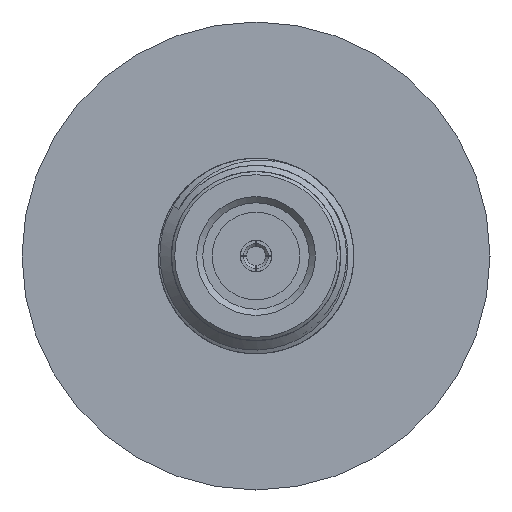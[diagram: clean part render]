
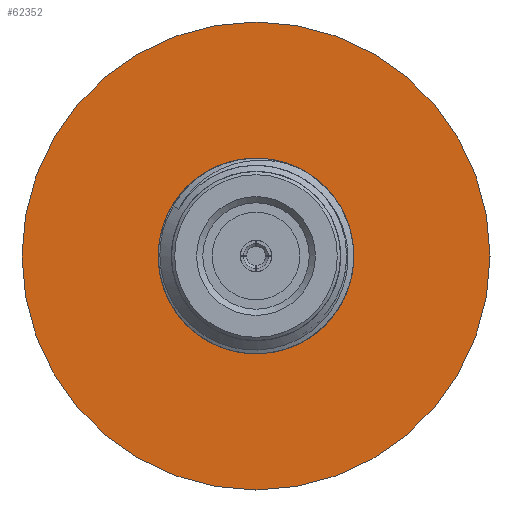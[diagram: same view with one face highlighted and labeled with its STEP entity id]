
A CAD part, left-side view. The second image highlights one B-rep face of the part: STEP entity #62352.
In plain terms, the highlighted planar face has unit normal (-1, 0, 0).
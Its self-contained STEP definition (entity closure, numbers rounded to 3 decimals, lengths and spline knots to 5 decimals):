
#534 = DIRECTION ( 'NONE',  ( -1., 0., 0. ) ) ;
#6270 = CARTESIAN_POINT ( 'NONE',  ( 0., 0., 0.748 ) ) ;
#7231 = VERTEX_POINT ( 'NONE', #6270 ) ;
#8664 = CARTESIAN_POINT ( 'NONE',  ( 0., 0., 0.3125 ) ) ;
#8831 = AXIS2_PLACEMENT_3D ( 'NONE', #50255, #534, #36965 ) ;
#24732 = CARTESIAN_POINT ( 'NONE',  ( 0., 0., 0. ) ) ;
#29919 = EDGE_CURVE ( 'NONE', #7231, #7231, #52729, .T. ) ;
#34655 = FACE_BOUND ( 'NONE', #74207, .T. ) ;
#35202 = CIRCLE ( 'NONE', #39848, 0.3125 ) ;
#36965 = DIRECTION ( 'NONE',  ( 0., 0., 1. ) ) ;
#39848 = AXIS2_PLACEMENT_3D ( 'NONE', #24732, #83200, #60777 ) ;
#42421 = PLANE ( 'NONE',  #8831 ) ;
#43366 = EDGE_CURVE ( 'NONE', #59700, #59700, #35202, .T. ) ;
#50181 = CARTESIAN_POINT ( 'NONE',  ( 0., 0., 0. ) ) ;
#50255 = CARTESIAN_POINT ( 'NONE',  ( 0., 0., 0. ) ) ;
#50671 = DIRECTION ( 'NONE',  ( -1., 0., 0. ) ) ;
#52729 = CIRCLE ( 'NONE', #79221, 0.748 ) ;
#59700 = VERTEX_POINT ( 'NONE', #8664 ) ;
#60777 = DIRECTION ( 'NONE',  ( 0., 0., 1. ) ) ;
#62270 = ORIENTED_EDGE ( 'NONE', *, *, #43366, .F. ) ;
#62352 = ADVANCED_FACE ( 'NONE', ( #34655, #64365 ), #42421, .T. ) ;
#64365 = FACE_OUTER_BOUND ( 'NONE', #66555, .T. ) ;
#66555 = EDGE_LOOP ( 'NONE', ( #69006 ) ) ;
#69006 = ORIENTED_EDGE ( 'NONE', *, *, #29919, .T. ) ;
#73561 = DIRECTION ( 'NONE',  ( 0., 0., 1. ) ) ;
#74207 = EDGE_LOOP ( 'NONE', ( #62270 ) ) ;
#79221 = AXIS2_PLACEMENT_3D ( 'NONE', #50181, #50671, #73561 ) ;
#83200 = DIRECTION ( 'NONE',  ( -1., 0., 0. ) ) ;
